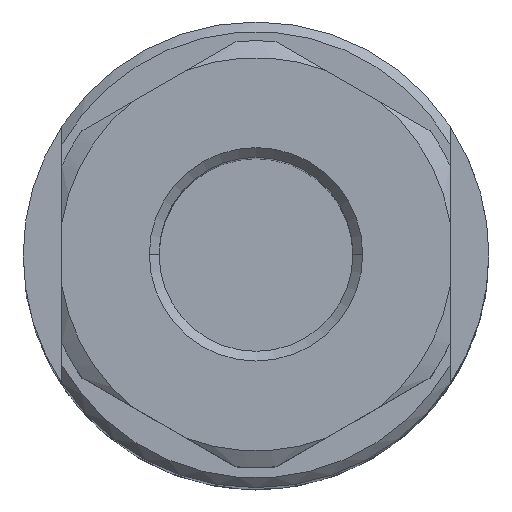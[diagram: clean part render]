
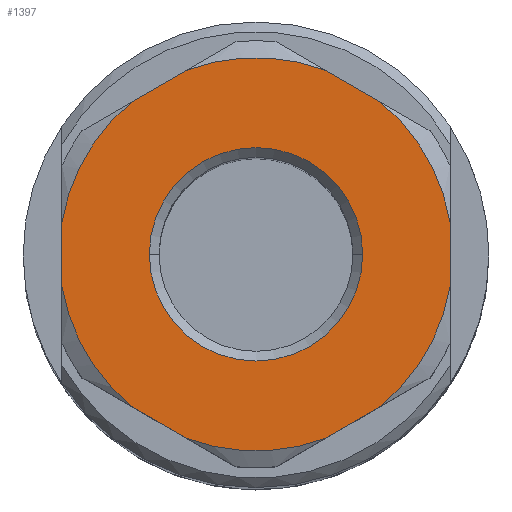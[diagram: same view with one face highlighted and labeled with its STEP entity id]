
A CAD part, top view. The second image highlights one B-rep face of the part: STEP entity #1397.
In plain terms, the highlighted planar face has unit normal (0, 0, 1).
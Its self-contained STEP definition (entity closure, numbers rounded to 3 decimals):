
#1261=AXIS2_PLACEMENT_3D('Circle Axis2P3D',#1259,#1260,$) ;
#1279=AXIS2_PLACEMENT_3D('Circle Axis2P3D',#1277,#1278,$) ;
#1293=AXIS2_PLACEMENT_3D('Plane Axis2P3D',#1290,#1291,#1292) ;
#1306=AXIS2_PLACEMENT_3D('Circle Axis2P3D',#1304,#1305,$) ;
#1320=AXIS2_PLACEMENT_3D('Circle Axis2P3D',#1318,#1319,$) ;
#1334=AXIS2_PLACEMENT_3D('Circle Axis2P3D',#1332,#1333,$) ;
#1348=AXIS2_PLACEMENT_3D('Circle Axis2P3D',#1346,#1347,$) ;
#1362=AXIS2_PLACEMENT_3D('Circle Axis2P3D',#1360,#1361,$) ;
#1376=AXIS2_PLACEMENT_3D('Circle Axis2P3D',#1374,#1375,$) ;
#1249=CARTESIAN_POINT('Vertex',(8.75,6.,49.6)) ;
#1256=CARTESIAN_POINT('Vertex',(3.25,6.,49.6)) ;
#1259=CARTESIAN_POINT('Axis2P3D Location',(6.,6.,49.6)) ;
#1277=CARTESIAN_POINT('Axis2P3D Location',(6.,6.,49.6)) ;
#1290=CARTESIAN_POINT('Axis2P3D Location',(9.908,6.,49.6)) ;
#1295=CARTESIAN_POINT('Line Origine',(11.,6.,49.6)) ;
#1299=CARTESIAN_POINT('Vertex',(11.,5.179,49.6)) ;
#1301=CARTESIAN_POINT('Vertex',(11.,6.821,49.6)) ;
#1304=CARTESIAN_POINT('Axis2P3D Location',(6.,6.,49.6)) ;
#1308=CARTESIAN_POINT('Vertex',(9.211,9.92,49.6)) ;
#1311=CARTESIAN_POINT('Line Origine',(8.5,10.33,49.6)) ;
#1315=CARTESIAN_POINT('Vertex',(7.789,10.741,49.6)) ;
#1318=CARTESIAN_POINT('Axis2P3D Location',(6.,6.,49.6)) ;
#1322=CARTESIAN_POINT('Vertex',(4.211,10.741,49.6)) ;
#1325=CARTESIAN_POINT('Line Origine',(3.5,10.33,49.6)) ;
#1329=CARTESIAN_POINT('Vertex',(2.789,9.92,49.6)) ;
#1332=CARTESIAN_POINT('Axis2P3D Location',(6.,6.,49.6)) ;
#1336=CARTESIAN_POINT('Vertex',(1.,6.821,49.6)) ;
#1339=CARTESIAN_POINT('Line Origine',(1.,6.,49.6)) ;
#1343=CARTESIAN_POINT('Vertex',(1.,5.179,49.6)) ;
#1346=CARTESIAN_POINT('Axis2P3D Location',(6.,6.,49.6)) ;
#1350=CARTESIAN_POINT('Vertex',(2.789,2.08,49.6)) ;
#1353=CARTESIAN_POINT('Line Origine',(3.5,1.67,49.6)) ;
#1357=CARTESIAN_POINT('Vertex',(4.211,1.259,49.6)) ;
#1360=CARTESIAN_POINT('Axis2P3D Location',(6.,6.,49.6)) ;
#1364=CARTESIAN_POINT('Vertex',(7.789,1.259,49.6)) ;
#1367=CARTESIAN_POINT('Line Origine',(8.5,1.67,49.6)) ;
#1371=CARTESIAN_POINT('Vertex',(9.211,2.08,49.6)) ;
#1374=CARTESIAN_POINT('Axis2P3D Location',(6.,6.,49.6)) ;
#1260=DIRECTION('Axis2P3D Direction',(-0.,0.,1.)) ;
#1278=DIRECTION('Axis2P3D Direction',(-0.,0.,1.)) ;
#1291=DIRECTION('Axis2P3D Direction',(-0.,0.,1.)) ;
#1292=DIRECTION('Axis2P3D XDirection',(1.,0.,0.)) ;
#1296=DIRECTION('Vector Direction',(0.,1.,0.)) ;
#1305=DIRECTION('Axis2P3D Direction',(-0.,0.,1.)) ;
#1312=DIRECTION('Vector Direction',(-0.866,0.5,0.)) ;
#1319=DIRECTION('Axis2P3D Direction',(-0.,0.,1.)) ;
#1326=DIRECTION('Vector Direction',(-0.866,-0.5,0.)) ;
#1333=DIRECTION('Axis2P3D Direction',(-0.,0.,1.)) ;
#1340=DIRECTION('Vector Direction',(0.,-1.,0.)) ;
#1347=DIRECTION('Axis2P3D Direction',(-0.,0.,1.)) ;
#1354=DIRECTION('Vector Direction',(0.866,-0.5,0.)) ;
#1361=DIRECTION('Axis2P3D Direction',(-0.,0.,1.)) ;
#1368=DIRECTION('Vector Direction',(0.866,0.5,0.)) ;
#1375=DIRECTION('Axis2P3D Direction',(-0.,0.,1.)) ;
#1297=VECTOR('Line Direction',#1296,1.) ;
#1313=VECTOR('Line Direction',#1312,1.) ;
#1327=VECTOR('Line Direction',#1326,1.) ;
#1341=VECTOR('Line Direction',#1340,1.) ;
#1355=VECTOR('Line Direction',#1354,1.) ;
#1369=VECTOR('Line Direction',#1368,1.) ;
#1380=ORIENTED_EDGE('',*,*,#1303,.T.) ;
#1381=ORIENTED_EDGE('',*,*,#1310,.T.) ;
#1382=ORIENTED_EDGE('',*,*,#1317,.T.) ;
#1383=ORIENTED_EDGE('',*,*,#1324,.T.) ;
#1384=ORIENTED_EDGE('',*,*,#1331,.T.) ;
#1385=ORIENTED_EDGE('',*,*,#1338,.T.) ;
#1386=ORIENTED_EDGE('',*,*,#1345,.T.) ;
#1387=ORIENTED_EDGE('',*,*,#1352,.T.) ;
#1388=ORIENTED_EDGE('',*,*,#1359,.T.) ;
#1389=ORIENTED_EDGE('',*,*,#1366,.T.) ;
#1390=ORIENTED_EDGE('',*,*,#1373,.T.) ;
#1391=ORIENTED_EDGE('',*,*,#1378,.T.) ;
#1394=ORIENTED_EDGE('',*,*,#1281,.F.) ;
#1395=ORIENTED_EDGE('',*,*,#1263,.F.) ;
#1396=FACE_BOUND('',#1393,.T.) ;
#1397=ADVANCED_FACE('Hauptk\X2\00F6\X0\rper',(#1392,#1396),#1294,.T.) ;
#1262=CIRCLE('generated circle',#1261,2.75) ;
#1280=CIRCLE('generated circle',#1279,2.75) ;
#1307=CIRCLE('generated circle',#1306,5.067) ;
#1321=CIRCLE('generated circle',#1320,5.067) ;
#1335=CIRCLE('generated circle',#1334,5.067) ;
#1349=CIRCLE('generated circle',#1348,5.067) ;
#1363=CIRCLE('generated circle',#1362,5.067) ;
#1377=CIRCLE('generated circle',#1376,5.067) ;
#1263=EDGE_CURVE('',#1257,#1250,#1262,.T.) ;
#1281=EDGE_CURVE('',#1250,#1257,#1280,.T.) ;
#1303=EDGE_CURVE('',#1300,#1302,#1298,.T.) ;
#1310=EDGE_CURVE('',#1302,#1309,#1307,.T.) ;
#1317=EDGE_CURVE('',#1309,#1316,#1314,.T.) ;
#1324=EDGE_CURVE('',#1316,#1323,#1321,.T.) ;
#1331=EDGE_CURVE('',#1323,#1330,#1328,.T.) ;
#1338=EDGE_CURVE('',#1330,#1337,#1335,.T.) ;
#1345=EDGE_CURVE('',#1337,#1344,#1342,.T.) ;
#1352=EDGE_CURVE('',#1344,#1351,#1349,.T.) ;
#1359=EDGE_CURVE('',#1351,#1358,#1356,.T.) ;
#1366=EDGE_CURVE('',#1358,#1365,#1363,.T.) ;
#1373=EDGE_CURVE('',#1365,#1372,#1370,.T.) ;
#1378=EDGE_CURVE('',#1372,#1300,#1377,.T.) ;
#1379=EDGE_LOOP('',(#1380,#1381,#1382,#1383,#1384,#1385,#1386,#1387,#1388,#1389,#1390,#1391)) ;
#1393=EDGE_LOOP('',(#1394,#1395)) ;
#1392=FACE_OUTER_BOUND('',#1379,.T.) ;
#1298=LINE('Line',#1295,#1297) ;
#1314=LINE('Line',#1311,#1313) ;
#1328=LINE('Line',#1325,#1327) ;
#1342=LINE('Line',#1339,#1341) ;
#1356=LINE('Line',#1353,#1355) ;
#1370=LINE('Line',#1367,#1369) ;
#1294=PLANE('',#1293) ;
#1250=VERTEX_POINT('',#1249) ;
#1257=VERTEX_POINT('',#1256) ;
#1300=VERTEX_POINT('',#1299) ;
#1302=VERTEX_POINT('',#1301) ;
#1309=VERTEX_POINT('',#1308) ;
#1316=VERTEX_POINT('',#1315) ;
#1323=VERTEX_POINT('',#1322) ;
#1330=VERTEX_POINT('',#1329) ;
#1337=VERTEX_POINT('',#1336) ;
#1344=VERTEX_POINT('',#1343) ;
#1351=VERTEX_POINT('',#1350) ;
#1358=VERTEX_POINT('',#1357) ;
#1365=VERTEX_POINT('',#1364) ;
#1372=VERTEX_POINT('',#1371) ;
